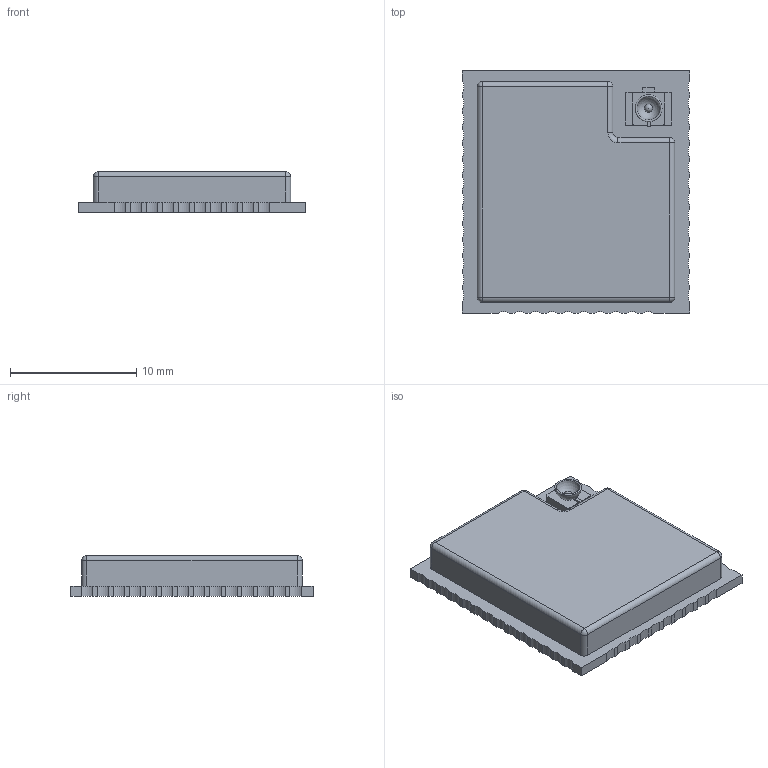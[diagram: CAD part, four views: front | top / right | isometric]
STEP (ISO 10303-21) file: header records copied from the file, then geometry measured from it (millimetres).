
FILE_DESCRIPTION(/* description */ (''),/* implementation_level */ '2;1');
FILE_NAME(/* name */ 'ESP32-WROOM-32U .stp',/* time_stamp */ '2019-06-08T16:52:54+02:00',/* author */ ('Lukas'),/* organization */ (''),/* preprocessor_version */ 'ST-DEVELOPER v16.13',/* originating_system */ 'Autodesk Inventor 2018',/* authorisation */ '');
FILE_SCHEMA (('AUTOMOTIVE_DESIGN { 1 0 10303 214 3 1 1 }'));
Length unit declared in the file: millimetre
Products named in the file (1): Bauteil1
Bounding box: 18 x 19.2 x 3.2 mm (x, y, z)
Volume: 886.8 mm3; surface area: 916.3 mm2
Topology: 1 solids, 1 shells, 134 faces, 373 edges, 243 vertices
Faces by surface type: plane 70, cylinder 54, sphere 8, torus 2
Entity records: 4313 total; most frequent: DIRECTION 750, CARTESIAN_POINT 740, ORIENTED_EDGE 732, EDGE_CURVE 366, LINE 252, VECTOR 252, AXIS2_PLACEMENT_3D 249, VERTEX_POINT 239
